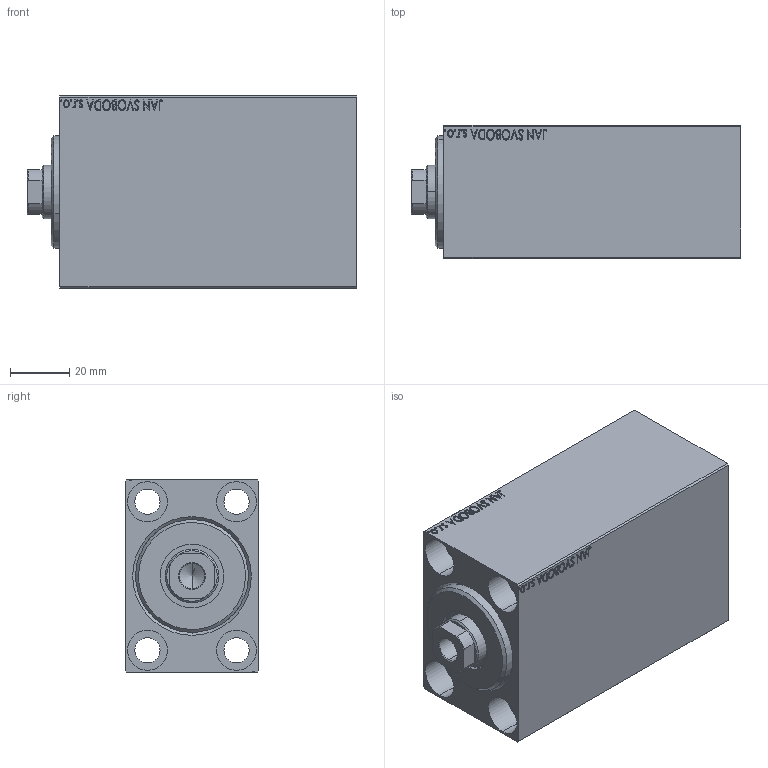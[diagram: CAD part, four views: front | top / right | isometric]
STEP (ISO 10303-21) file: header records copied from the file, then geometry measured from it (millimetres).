
FILE_DESCRIPTION (( 'STEP AP203' ), '1' );
FILE_NAME ('7daa.STEP', '2021-03-19T03:43:39', ( '' ), ( '' ), 'SwSTEP 2.0', 'SolidWorks 2019', '' );
FILE_SCHEMA (( 'CONFIG_CONTROL_DESIGN' ));
Length unit declared in the file: millimetre
Products named in the file (4): 7daa; V450CM_C 18426c4414873843d7973cd623daa72f; V450CM_VC_B 18426c4414873843d7973cd623daa72f; V450CM_C_VCP 18426c4414873843d7973cd623daa72f
Assembly tree (3 placements, depth 2):
  7daa
    V450CM_C 18426c4414873843d7973cd623daa72f
    V450CM_C_VCP 18426c4414873843d7973cd623daa72f
    V450CM_VC_B 18426c4414873843d7973cd623daa72f
Bounding box: 111 x 45 x 65 mm (x, y, z)
Volume: 251954 mm3; surface area: 61542.5 mm2
Topology: 3 solids, 3 shells, 862 faces, 2213 edges, 1467 vertices
Faces by surface type: plane 408, bspline 380, cylinder 60, cone 14
Entity records: 44037 total; most frequent: CARTESIAN_POINT 25150, ORIENTED_EDGE 4422, DIRECTION 2545, EDGE_CURVE 2211, VERTEX_POINT 1467, LINE 1305, VECTOR 1305, EDGE_LOOP 988
